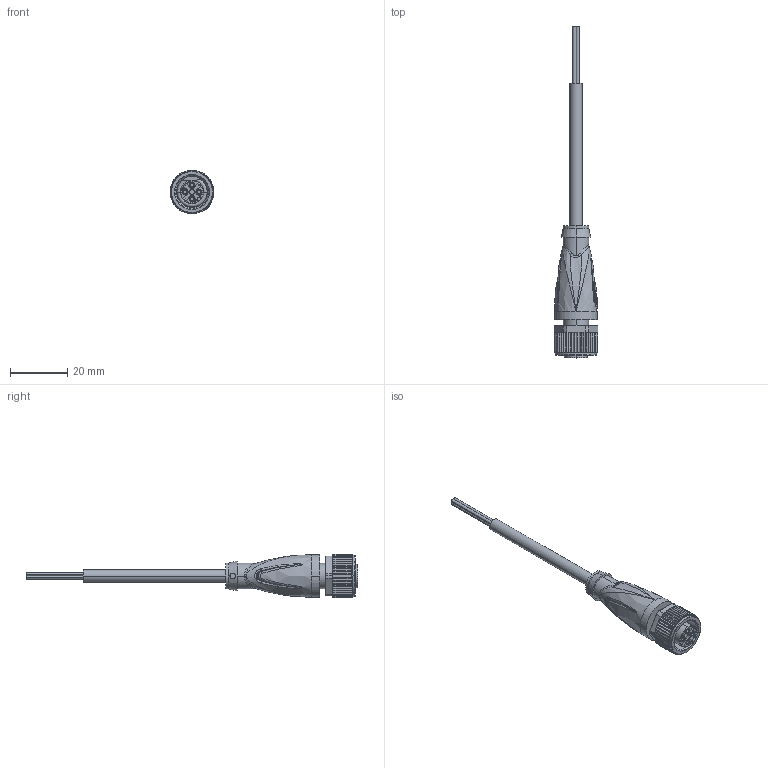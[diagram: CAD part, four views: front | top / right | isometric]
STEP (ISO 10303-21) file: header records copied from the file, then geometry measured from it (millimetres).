
FILE_DESCRIPTION(('STEP AP214'),'1');
FILE_NAME('cctmp_3C99FE3E-F6FA-41E6-92C9-36BBEC0B69DC_2022_04_27_10_55_05_0664..stp','2022-04-27T08:55:10',('KiM GmbH'),('CADClick - www.CADClick.com'),'Spatial InterOp 3D postprocessed',' ','unknown authorization');
FILE_SCHEMA(('AUTOMOTIVE_DESIGN'));
Length unit declared in the file: millimetre
Products named in the file (8): T196105_1; Connection2; Cable; Connection1; Connection1_3; Connection1_2; Connection1_1; T196105
Assembly tree (7 placements, depth 4):
  T196105
    T196105_1
      Connection2
      Cable
      Connection1
        Connection1_3
        Connection1_2
        Connection1_1
Bounding box: 15.4 x 116.4 x 15.37 mm (x, y, z)
Volume: 6802.3 mm3; surface area: 5374.9 mm2
Topology: 9 solids, 29 shells, 1116 faces, 2848 edges, 1793 vertices
Faces by surface type: plane 512, cylinder 256, torus 167, bspline 113, cone 64, sphere 4
Entity records: 54160 total; most frequent: CARTESIAN_POINT 24155, ORIENTED_EDGE 5616, DIRECTION 5377, EDGE_CURVE 2830, AXIS2_PLACEMENT_3D 1988, VERTEX_POINT 1793, LINE 1401, VECTOR 1401
